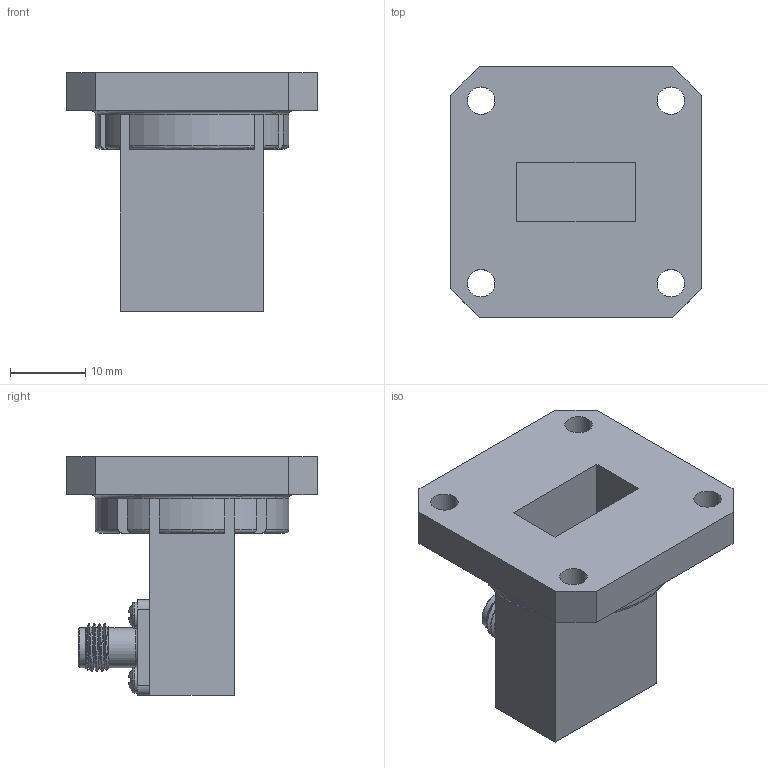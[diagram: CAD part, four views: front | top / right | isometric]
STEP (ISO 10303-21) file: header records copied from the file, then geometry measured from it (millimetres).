
FILE_DESCRIPTION (( 'STEP AP203' ), '1' );
FILE_NAME ('FMWCA1003.step', '2018-11-05T18:22:06', ( '' ), ( '' ), 'SwSTEP 2.0', 'SolidWorks 2017', '' );
FILE_SCHEMA (( 'CONFIG_CONTROL_DESIGN' ));
Length unit declared in the file: inch
Products named in the file (1): FMWCA1003
Bounding box: 33.35 x 33.35 x 31.75 mm (x, y, z)
Volume: 9021.9 mm3; surface area: 7092.6 mm2
Topology: 2 solids, 2 shells, 309 faces, 817 edges, 534 vertices
Faces by surface type: plane 137, cylinder 96, cone 32, bspline 31, torus 13
Entity records: 15920 total; most frequent: CARTESIAN_POINT 8672, ORIENTED_EDGE 1634, DIRECTION 1342, EDGE_CURVE 817, VERTEX_POINT 534, AXIS2_PLACEMENT_3D 503, EDGE_LOOP 341, LINE 336
